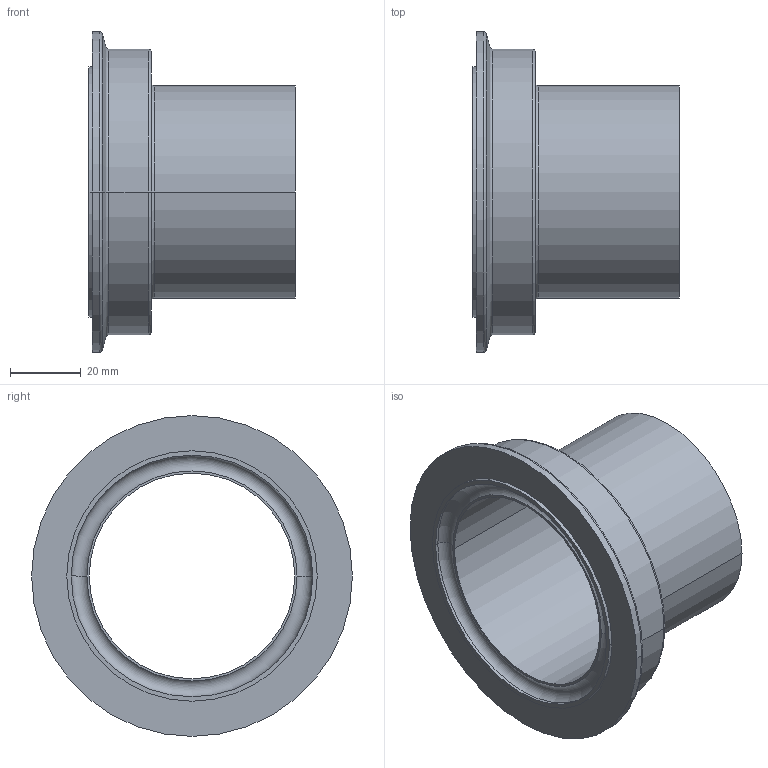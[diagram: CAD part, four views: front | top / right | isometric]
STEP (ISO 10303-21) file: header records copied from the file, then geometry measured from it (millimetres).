
FILE_DESCRIPTION (( 'STEP AP203' ), '1' );
FILE_NAME ('3D_R721_DN60.3_168101140.STEP', '2024-08-09T08:14:43', ( '' ), ( '' ), 'SwSTEP 2.0', 'SolidWorks 2024', '' );
FILE_SCHEMA (( 'CONFIG_CONTROL_DESIGN' ));
Length unit declared in the file: millimetre
Products named in the file (1): 3D_R721_DN60.3_168101140
Bounding box: 58.5 x 91 x 91 mm (x, y, z)
Volume: 51857.5 mm3; surface area: 30213.2 mm2
Topology: 1 solids, 1 shells, 29 faces, 58 edges, 34 vertices
Faces by surface type: cylinder 12, torus 10, plane 5, cone 2
Entity records: 845 total; most frequent: DIRECTION 162, CARTESIAN_POINT 122, ORIENTED_EDGE 116, AXIS2_PLACEMENT_3D 74, EDGE_CURVE 58, CIRCLE 44, VERTEX_POINT 34, EDGE_LOOP 34
